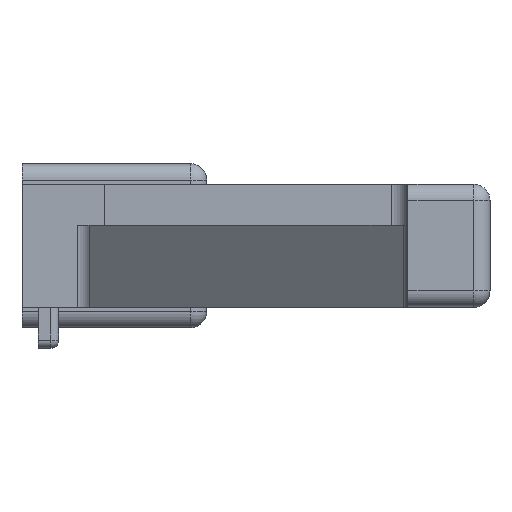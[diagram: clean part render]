
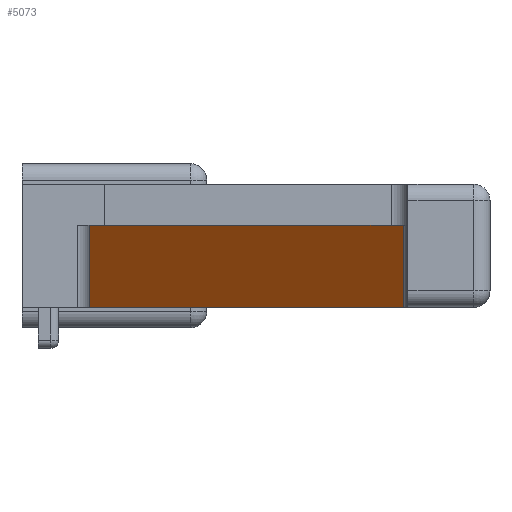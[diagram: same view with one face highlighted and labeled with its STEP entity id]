
A CAD part, front view. The second image highlights one B-rep face of the part: STEP entity #5073.
In plain terms, the highlighted planar face has unit normal (-0.707, -0.707, 0).
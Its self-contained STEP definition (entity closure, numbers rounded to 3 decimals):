
#342 = PLANE('',#343);
#343 = AXIS2_PLACEMENT_3D('',#344,#345,#346);
#344 = CARTESIAN_POINT('',(24.749,-53.751,5.));
#345 = DIRECTION('',(0.,0.,-1.));
#346 = DIRECTION('',(-0.707,-0.707,0.)
  );
#2747 = PLANE('',#2748);
#2748 = AXIS2_PLACEMENT_3D('',#2749,#2750,#2751);
#2749 = CARTESIAN_POINT('',(10.607,-67.893,25.));
#2750 = DIRECTION('',(0.,0.,1.));
#2751 = DIRECTION('',(0.707,0.707,0.)
  );
#2795 = CYLINDRICAL_SURFACE('',#2796,4.);
#2796 = AXIS2_PLACEMENT_3D('',#2797,#2798,#2799);
#2797 = CARTESIAN_POINT('',(13.556,-76.5,5.));
#2798 = DIRECTION('',(0.,0.,1.));
#2799 = DIRECTION('',(0.,1.,0.));
#2810 = EDGE_CURVE('',#2811,#2813,#2815,.T.);
#2811 = VERTEX_POINT('',#2812);
#2812 = CARTESIAN_POINT('',(16.385,-73.672,5.));
#2813 = VERTEX_POINT('',#2814);
#2814 = CARTESIAN_POINT('',(92.828,-150.115,5.));
#2815 = SURFACE_CURVE('',#2816,(#2820,#2827),.PCURVE_S1.);
#2816 = LINE('',#2817,#2818);
#2817 = CARTESIAN_POINT('',(10.607,-67.893,5.));
#2818 = VECTOR('',#2819,1.);
#2819 = DIRECTION('',(0.707,-0.707,0.)
  );
#2820 = PCURVE('',#342,#2821);
#2821 = DEFINITIONAL_REPRESENTATION('',(#2822),#2826);
#2822 = LINE('',#2823,#2824);
#2823 = CARTESIAN_POINT('',(20.,0.));
#2824 = VECTOR('',#2825,1.);
#2825 = DIRECTION('',(0.,-1.));
#2826 = ( GEOMETRIC_REPRESENTATION_CONTEXT(2) 
PARAMETRIC_REPRESENTATION_CONTEXT() REPRESENTATION_CONTEXT('2D SPACE',''
  ) );
#2827 = PCURVE('',#2828,#2833);
#2828 = PLANE('',#2829);
#2829 = AXIS2_PLACEMENT_3D('',#2830,#2831,#2832);
#2830 = CARTESIAN_POINT('',(10.607,-67.893,5.));
#2831 = DIRECTION('',(-0.707,-0.707,0.
    ));
#2832 = DIRECTION('',(0.,0.,1.));
#2833 = DEFINITIONAL_REPRESENTATION('',(#2834),#2838);
#2834 = LINE('',#2835,#2836);
#2835 = CARTESIAN_POINT('',(0.,0.));
#2836 = VECTOR('',#2837,1.);
#2837 = DIRECTION('',(0.,-1.));
#2838 = ( GEOMETRIC_REPRESENTATION_CONTEXT(2) 
PARAMETRIC_REPRESENTATION_CONTEXT() REPRESENTATION_CONTEXT('2D SPACE',''
  ) );
#4674 = EDGE_CURVE('',#2811,#4675,#4677,.T.);
#4675 = VERTEX_POINT('',#4676);
#4676 = CARTESIAN_POINT('',(16.385,-73.672,25.));
#4677 = SURFACE_CURVE('',#4678,(#4682,#4689),.PCURVE_S1.);
#4678 = LINE('',#4679,#4680);
#4679 = CARTESIAN_POINT('',(16.385,-73.672,5.));
#4680 = VECTOR('',#4681,1.);
#4681 = DIRECTION('',(0.,0.,1.));
#4682 = PCURVE('',#2795,#4683);
#4683 = DEFINITIONAL_REPRESENTATION('',(#4684),#4688);
#4684 = LINE('',#4685,#4686);
#4685 = CARTESIAN_POINT('',(-0.785,0.));
#4686 = VECTOR('',#4687,1.);
#4687 = DIRECTION('',(-0.,1.));
#4688 = ( GEOMETRIC_REPRESENTATION_CONTEXT(2) 
PARAMETRIC_REPRESENTATION_CONTEXT() REPRESENTATION_CONTEXT('2D SPACE',''
  ) );
#4689 = PCURVE('',#2828,#4690);
#4690 = DEFINITIONAL_REPRESENTATION('',(#4691),#4695);
#4691 = LINE('',#4692,#4693);
#4692 = CARTESIAN_POINT('',(0.,-8.172));
#4693 = VECTOR('',#4694,1.);
#4694 = DIRECTION('',(1.,0.));
#4695 = ( GEOMETRIC_REPRESENTATION_CONTEXT(2) 
PARAMETRIC_REPRESENTATION_CONTEXT() REPRESENTATION_CONTEXT('2D SPACE',''
  ) );
#4821 = EDGE_CURVE('',#4675,#4822,#4824,.T.);
#4822 = VERTEX_POINT('',#4823);
#4823 = CARTESIAN_POINT('',(92.828,-150.115,25.));
#4824 = SURFACE_CURVE('',#4825,(#4829,#4836),.PCURVE_S1.);
#4825 = LINE('',#4826,#4827);
#4826 = CARTESIAN_POINT('',(10.607,-67.893,25.));
#4827 = VECTOR('',#4828,1.);
#4828 = DIRECTION('',(0.707,-0.707,0.)
  );
#4829 = PCURVE('',#2747,#4830);
#4830 = DEFINITIONAL_REPRESENTATION('',(#4831),#4835);
#4831 = LINE('',#4832,#4833);
#4832 = CARTESIAN_POINT('',(0.,0.));
#4833 = VECTOR('',#4834,1.);
#4834 = DIRECTION('',(0.,-1.));
#4835 = ( GEOMETRIC_REPRESENTATION_CONTEXT(2) 
PARAMETRIC_REPRESENTATION_CONTEXT() REPRESENTATION_CONTEXT('2D SPACE',''
  ) );
#4836 = PCURVE('',#2828,#4837);
#4837 = DEFINITIONAL_REPRESENTATION('',(#4838),#4842);
#4838 = LINE('',#4839,#4840);
#4839 = CARTESIAN_POINT('',(20.,0.));
#4840 = VECTOR('',#4841,1.);
#4841 = DIRECTION('',(0.,-1.));
#4842 = ( GEOMETRIC_REPRESENTATION_CONTEXT(2) 
PARAMETRIC_REPRESENTATION_CONTEXT() REPRESENTATION_CONTEXT('2D SPACE',''
  ) );
#4865 = CYLINDRICAL_SURFACE('',#4866,4.);
#4866 = AXIS2_PLACEMENT_3D('',#4867,#4868,#4869);
#4867 = CARTESIAN_POINT('',(90.,-152.944,5.));
#4868 = DIRECTION('',(0.,0.,1.));
#4869 = DIRECTION('',(0.707,0.707,0.)
  );
#5073 = ADVANCED_FACE('',(#5074),#2828,.T.);
#5074 = FACE_BOUND('',#5075,.T.);
#5075 = EDGE_LOOP('',(#5076,#5077,#5078,#5079));
#5076 = ORIENTED_EDGE('',*,*,#4821,.F.);
#5077 = ORIENTED_EDGE('',*,*,#4674,.F.);
#5078 = ORIENTED_EDGE('',*,*,#2810,.T.);
#5079 = ORIENTED_EDGE('',*,*,#5080,.T.);
#5080 = EDGE_CURVE('',#2813,#4822,#5081,.T.);
#5081 = SURFACE_CURVE('',#5082,(#5086,#5093),.PCURVE_S1.);
#5082 = LINE('',#5083,#5084);
#5083 = CARTESIAN_POINT('',(92.828,-150.115,5.));
#5084 = VECTOR('',#5085,1.);
#5085 = DIRECTION('',(0.,0.,1.));
#5086 = PCURVE('',#2828,#5087);
#5087 = DEFINITIONAL_REPRESENTATION('',(#5088),#5092);
#5088 = LINE('',#5089,#5090);
#5089 = CARTESIAN_POINT('',(0.,-116.279));
#5090 = VECTOR('',#5091,1.);
#5091 = DIRECTION('',(1.,0.));
#5092 = ( GEOMETRIC_REPRESENTATION_CONTEXT(2) 
PARAMETRIC_REPRESENTATION_CONTEXT() REPRESENTATION_CONTEXT('2D SPACE',''
  ) );
#5093 = PCURVE('',#4865,#5094);
#5094 = DEFINITIONAL_REPRESENTATION('',(#5095),#5099);
#5095 = LINE('',#5096,#5097);
#5096 = CARTESIAN_POINT('',(-0.,0.));
#5097 = VECTOR('',#5098,1.);
#5098 = DIRECTION('',(-0.,1.));
#5099 = ( GEOMETRIC_REPRESENTATION_CONTEXT(2) 
PARAMETRIC_REPRESENTATION_CONTEXT() REPRESENTATION_CONTEXT('2D SPACE',''
  ) );
